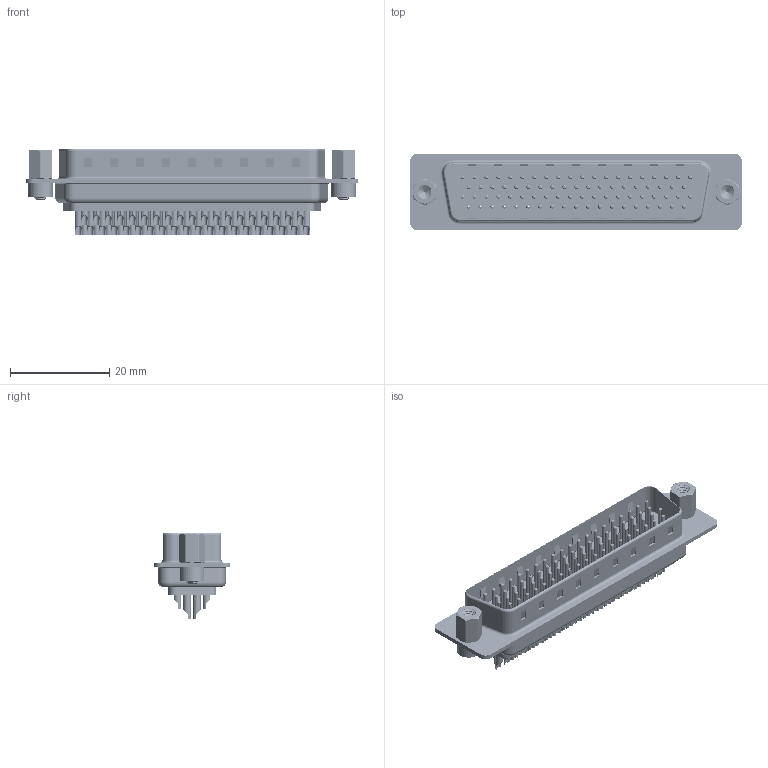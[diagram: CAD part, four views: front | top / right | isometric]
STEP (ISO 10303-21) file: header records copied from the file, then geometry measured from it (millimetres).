
FILE_DESCRIPTION (( 'STEP AP203' ), '1' );
FILE_NAME ('637-078-332-243.STEP', '2020-07-18T06:05:47', ( '' ), ( '' ), 'SwSTEP 2.0', 'SolidWorks 2020', '' );
FILE_SCHEMA (( 'CONFIG_CONTROL_DESIGN' ));
Length unit declared in the file: millimetre
Products named in the file (10): 637 4-40 Hex Standoff; 637 Housing_78 Contacts; 637 Contact Row 1_32(78); 637 Shell Front_78 Contacts; 637 Contact Row 78_32; 637-078-332-243; 637 4-40 Threaded Rivet; 637 Shell Rear_78 Contacts; 637 Contact Row 3_32; 637 Contact Row 2_32(78)
Assembly tree (85 placements, depth 2):
  637-078-332-243
    637 Housing_78 Contacts
    637 Shell Front_78 Contacts
    637 Shell Rear_78 Contacts
    637 Contact Row 1_32(78)  x19
    637 Contact Row 2_32(78)  x20
    637 Contact Row 3_32  x19
    637 Contact Row 78_32  x20
    637 4-40 Threaded Rivet  x2
    637 4-40 Hex Standoff  x2
Bounding box: 67 x 15.4 x 17.55 mm (x, y, z)
Volume: 4646.9 mm3; surface area: 17262.6 mm2
Topology: 85 solids, 85 shells, 5530 faces, 14197 edges, 9004 vertices
Faces by surface type: cylinder 2475, torus 1688, plane 1317, cone 32, bspline 18
Entity records: 46316 total; most frequent: CARTESIAN_POINT 11135, DIRECTION 7287, ORIENTED_EDGE 6272, EDGE_CURVE 3136, AXIS2_PLACEMENT_3D 2968, VERTEX_POINT 2031, EDGE_LOOP 1663, CIRCLE 1599
